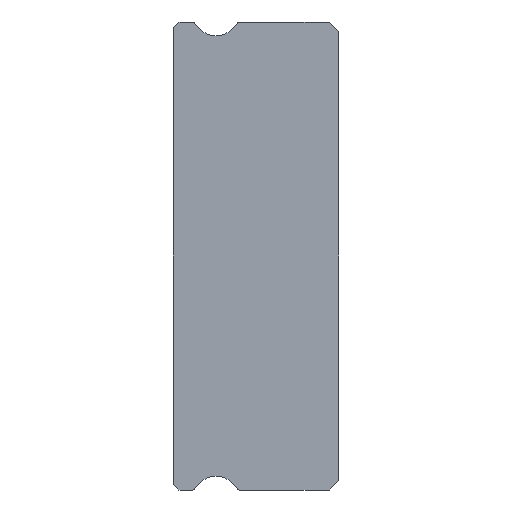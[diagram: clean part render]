
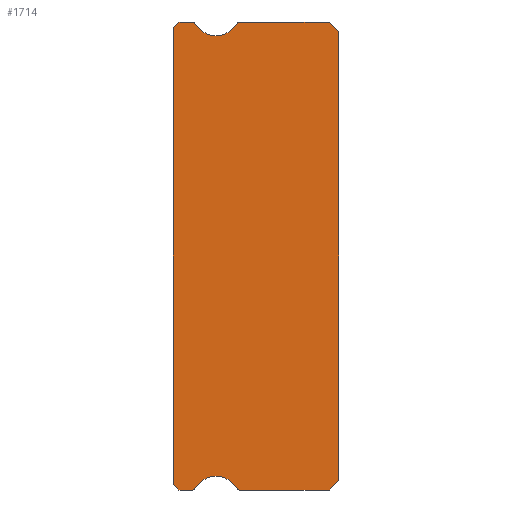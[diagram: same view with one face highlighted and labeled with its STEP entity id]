
A CAD part, left-side view. The second image highlights one B-rep face of the part: STEP entity #1714.
In plain terms, the highlighted planar face has unit normal (-1, 0, 0).
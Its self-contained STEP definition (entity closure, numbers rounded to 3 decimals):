
#44 = EDGE_CURVE ( 'NONE', #510, #1159, #139, .T. ) ;
#53 = ORIENTED_EDGE ( 'NONE', *, *, #1082, .F. ) ;
#66 = AXIS2_PLACEMENT_3D ( 'NONE', #1287, #1811, #728 ) ;
#87 = CARTESIAN_POINT ( 'NONE',  ( -20., 8.2, 12. ) ) ;
#126 = CARTESIAN_POINT ( 'NONE',  ( -20., 6.3, 12.55 ) ) ;
#136 = VERTEX_POINT ( 'NONE', #887 ) ;
#139 = LINE ( 'NONE', #1882, #515 ) ;
#178 = CARTESIAN_POINT ( 'NONE',  ( -20., 5.088, 12. ) ) ;
#179 = CARTESIAN_POINT ( 'NONE',  ( -20., 5.217, 11.925 ) ) ;
#189 = CARTESIAN_POINT ( 'NONE',  ( -20., 6.3, 11.3 ) ) ;
#253 = DIRECTION ( 'NONE',  ( 0., 0., -1. ) ) ;
#274 = CARTESIAN_POINT ( 'NONE',  ( -20., 0., -11.5 ) ) ;
#296 = VERTEX_POINT ( 'NONE', #1981 ) ;
#306 = AXIS2_PLACEMENT_3D ( 'NONE', #1199, #744, #253 ) ;
#320 = DIRECTION ( 'NONE',  ( 0., 0., 1. ) ) ;
#338 = VECTOR ( 'NONE', #1300, 1000. ) ;
#407 = DIRECTION ( 'NONE',  ( 1., 0., 0. ) ) ;
#417 = ORIENTED_EDGE ( 'NONE', *, *, #1744, .F. ) ;
#436 = DIRECTION ( 'NONE',  ( 0., 0., -1. ) ) ;
#441 = DIRECTION ( 'NONE',  ( -1., 0., 0. ) ) ;
#455 = CARTESIAN_POINT ( 'NONE',  ( -20., 8.2, -12. ) ) ;
#461 = ORIENTED_EDGE ( 'NONE', *, *, #1591, .T. ) ;
#464 = DIRECTION ( 'NONE',  ( 0., -1., 0. ) ) ;
#482 = VECTOR ( 'NONE', #575, 1000. ) ;
#492 = FACE_OUTER_BOUND ( 'NONE', #1008, .T. ) ;
#508 = VERTEX_POINT ( 'NONE', #189 ) ;
#510 = VERTEX_POINT ( 'NONE', #178 ) ;
#513 = VECTOR ( 'NONE', #1354, 1000. ) ;
#515 = VECTOR ( 'NONE', #464, 1000. ) ;
#518 = LINE ( 'NONE', #2081, #555 ) ;
#536 = ORIENTED_EDGE ( 'NONE', *, *, #1519, .F. ) ;
#551 = CIRCLE ( 'NONE', #306, 0.15 ) ;
#555 = VECTOR ( 'NONE', #1910, 1000. ) ;
#559 = AXIS2_PLACEMENT_3D ( 'NONE', #572, #407, #1789 ) ;
#572 = CARTESIAN_POINT ( 'NONE',  ( -20., 5.088, -11.85 ) ) ;
#575 = DIRECTION ( 'NONE',  ( 0., 0.707, -0.707 ) ) ;
#618 = CARTESIAN_POINT ( 'NONE',  ( -20., 7.512, -12. ) ) ;
#624 = CIRCLE ( 'NONE', #987, 1.25 ) ;
#644 = LINE ( 'NONE', #2046, #1708 ) ;
#649 = PLANE ( 'NONE',  #1600 ) ;
#666 = DIRECTION ( 'NONE',  ( 0., -0.707, -0.707 ) ) ;
#706 = EDGE_CURVE ( 'NONE', #957, #136, #1249, .T. ) ;
#714 = DIRECTION ( 'NONE',  ( 0., 0.707, -0.707 ) ) ;
#717 = VERTEX_POINT ( 'NONE', #274 ) ;
#728 = DIRECTION ( 'NONE',  ( 0., 0., -1. ) ) ;
#744 = DIRECTION ( 'NONE',  ( 1., 0., 0. ) ) ;
#765 = CARTESIAN_POINT ( 'NONE',  ( -20., 7.512, 12. ) ) ;
#771 = VECTOR ( 'NONE', #320, 1000. ) ;
#785 = VERTEX_POINT ( 'NONE', #179 ) ;
#790 = ORIENTED_EDGE ( 'NONE', *, *, #933, .F. ) ;
#813 = CARTESIAN_POINT ( 'NONE',  ( -20., 7.512, -12. ) ) ;
#816 = CARTESIAN_POINT ( 'NONE',  ( -20., 0.5, 12. ) ) ;
#833 = CARTESIAN_POINT ( 'NONE',  ( -20., 7.512, 11.85 ) ) ;
#853 = ORIENTED_EDGE ( 'NONE', *, *, #2155, .T. ) ;
#873 = CARTESIAN_POINT ( 'NONE',  ( -20., 8.5, 11.7 ) ) ;
#877 = ORIENTED_EDGE ( 'NONE', *, *, #888, .F. ) ;
#887 = CARTESIAN_POINT ( 'NONE',  ( -20., 7.512, -12. ) ) ;
#888 = EDGE_CURVE ( 'NONE', #1599, #2109, #1866, .T. ) ;
#890 = AXIS2_PLACEMENT_3D ( 'NONE', #1985, #1942, #436 ) ;
#896 = CARTESIAN_POINT ( 'NONE',  ( -20., 8.5, -11.7 ) ) ;
#911 = ORIENTED_EDGE ( 'NONE', *, *, #1820, .F. ) ;
#928 = VERTEX_POINT ( 'NONE', #1434 ) ;
#933 = EDGE_CURVE ( 'NONE', #2027, #296, #2112, .T. ) ;
#957 = VERTEX_POINT ( 'NONE', #1158 ) ;
#980 = LINE ( 'NONE', #813, #513 ) ;
#987 = AXIS2_PLACEMENT_3D ( 'NONE', #1879, #1005, #1492 ) ;
#1005 = DIRECTION ( 'NONE',  ( -1., 0., 0. ) ) ;
#1008 = EDGE_LOOP ( 'NONE', ( #1114, #1737, #2085, #1136, #53, #790, #1352, #1685, #1397, #911, #2129, #536, #1751, #417, #877, #461, #853 ) ) ;
#1082 = EDGE_CURVE ( 'NONE', #296, #957, #1717, .T. ) ;
#1096 = DIRECTION ( 'NONE',  ( 0., -1., 0. ) ) ;
#1114 = ORIENTED_EDGE ( 'NONE', *, *, #1884, .F. ) ;
#1136 = ORIENTED_EDGE ( 'NONE', *, *, #706, .F. ) ;
#1158 = CARTESIAN_POINT ( 'NONE',  ( -20., 7.383, -11.925 ) ) ;
#1159 = VERTEX_POINT ( 'NONE', #2152 ) ;
#1191 = VERTEX_POINT ( 'NONE', #455 ) ;
#1199 = CARTESIAN_POINT ( 'NONE',  ( -20., 5.088, 11.85 ) ) ;
#1200 = DIRECTION ( 'NONE',  ( 0., -0.707, -0.707 ) ) ;
#1208 = VECTOR ( 'NONE', #1200, 1000. ) ;
#1217 = DIRECTION ( 'NONE',  ( 0., 0., -1. ) ) ;
#1232 = VERTEX_POINT ( 'NONE', #1525 ) ;
#1249 = CIRCLE ( 'NONE', #66, 0.15 ) ;
#1255 = LINE ( 'NONE', #87, #338 ) ;
#1287 = CARTESIAN_POINT ( 'NONE',  ( -20., 7.512, -11.85 ) ) ;
#1300 = DIRECTION ( 'NONE',  ( 0., 1., 0. ) ) ;
#1318 = CIRCLE ( 'NONE', #1929, 1.25 ) ;
#1335 = CARTESIAN_POINT ( 'NONE',  ( -20., 0., 11.5 ) ) ;
#1341 = DIRECTION ( 'NONE',  ( 1., 0., 0. ) ) ;
#1345 = LINE ( 'NONE', #1335, #771 ) ;
#1352 = ORIENTED_EDGE ( 'NONE', *, *, #1743, .F. ) ;
#1354 = DIRECTION ( 'NONE',  ( 0., 1., 0. ) ) ;
#1397 = ORIENTED_EDGE ( 'NONE', *, *, #1838, .T. ) ;
#1427 = VECTOR ( 'NONE', #1096, 1000. ) ;
#1428 = CARTESIAN_POINT ( 'NONE',  ( -20., 0., -11.5 ) ) ;
#1434 = CARTESIAN_POINT ( 'NONE',  ( -20., 0., 11.5 ) ) ;
#1476 = CARTESIAN_POINT ( 'NONE',  ( -20., 8.5, 11.7 ) ) ;
#1480 = VERTEX_POINT ( 'NONE', #896 ) ;
#1492 = DIRECTION ( 'NONE',  ( 0., 0., -1. ) ) ;
#1519 = EDGE_CURVE ( 'NONE', #785, #510, #551, .T. ) ;
#1525 = CARTESIAN_POINT ( 'NONE',  ( -20., 0.5, -12. ) ) ;
#1576 = LINE ( 'NONE', #1428, #1862 ) ;
#1582 = VERTEX_POINT ( 'NONE', #1625 ) ;
#1591 = EDGE_CURVE ( 'NONE', #1599, #1582, #1255, .T. ) ;
#1599 = VERTEX_POINT ( 'NONE', #765 ) ;
#1600 = AXIS2_PLACEMENT_3D ( 'NONE', #833, #1341, #2028 ) ;
#1625 = CARTESIAN_POINT ( 'NONE',  ( -20., 8.2, 12. ) ) ;
#1685 = ORIENTED_EDGE ( 'NONE', *, *, #1991, .F. ) ;
#1708 = VECTOR ( 'NONE', #666, 1000. ) ;
#1714 = ADVANCED_FACE ( 'NONE', ( #492 ), #649, .F. ) ;
#1717 = CIRCLE ( 'NONE', #2008, 1.25 ) ;
#1737 = ORIENTED_EDGE ( 'NONE', *, *, #1788, .T. ) ;
#1743 = EDGE_CURVE ( 'NONE', #1232, #2027, #980, .T. ) ;
#1744 = EDGE_CURVE ( 'NONE', #2109, #508, #624, .T. ) ;
#1751 = ORIENTED_EDGE ( 'NONE', *, *, #2208, .F. ) ;
#1788 = EDGE_CURVE ( 'NONE', #1480, #1191, #644, .T. ) ;
#1789 = DIRECTION ( 'NONE',  ( 0., 0., -1. ) ) ;
#1796 = DIRECTION ( 'NONE',  ( 0., 0., -1. ) ) ;
#1808 = CARTESIAN_POINT ( 'NONE',  ( -20., 6.3, -12.55 ) ) ;
#1811 = DIRECTION ( 'NONE',  ( 1., 0., 0. ) ) ;
#1820 = EDGE_CURVE ( 'NONE', #1159, #928, #1881, .T. ) ;
#1838 = EDGE_CURVE ( 'NONE', #717, #928, #1345, .T. ) ;
#1849 = DIRECTION ( 'NONE',  ( -1., 0., 0. ) ) ;
#1862 = VECTOR ( 'NONE', #714, 1000. ) ;
#1866 = CIRCLE ( 'NONE', #890, 0.15 ) ;
#1879 = CARTESIAN_POINT ( 'NONE',  ( -20., 6.3, 12.55 ) ) ;
#1881 = LINE ( 'NONE', #816, #1208 ) ;
#1882 = CARTESIAN_POINT ( 'NONE',  ( -20., 7.512, 12. ) ) ;
#1884 = EDGE_CURVE ( 'NONE', #1480, #2206, #518, .T. ) ;
#1910 = DIRECTION ( 'NONE',  ( 0., 0., 1. ) ) ;
#1929 = AXIS2_PLACEMENT_3D ( 'NONE', #126, #1849, #1217 ) ;
#1942 = DIRECTION ( 'NONE',  ( 1., 0., 0. ) ) ;
#1945 = CARTESIAN_POINT ( 'NONE',  ( -20., 5.088, -12. ) ) ;
#1968 = CARTESIAN_POINT ( 'NONE',  ( -20., 7.383, 11.925 ) ) ;
#1981 = CARTESIAN_POINT ( 'NONE',  ( -20., 5.217, -11.925 ) ) ;
#1985 = CARTESIAN_POINT ( 'NONE',  ( -20., 7.512, 11.85 ) ) ;
#1991 = EDGE_CURVE ( 'NONE', #717, #1232, #1576, .T. ) ;
#2008 = AXIS2_PLACEMENT_3D ( 'NONE', #1808, #441, #1796 ) ;
#2027 = VERTEX_POINT ( 'NONE', #1945 ) ;
#2028 = DIRECTION ( 'NONE',  ( 0., 0., -1. ) ) ;
#2046 = CARTESIAN_POINT ( 'NONE',  ( -20., 8.2, -12. ) ) ;
#2081 = CARTESIAN_POINT ( 'NONE',  ( -20., 8.5, 11.85 ) ) ;
#2085 = ORIENTED_EDGE ( 'NONE', *, *, #2171, .T. ) ;
#2109 = VERTEX_POINT ( 'NONE', #1968 ) ;
#2112 = CIRCLE ( 'NONE', #559, 0.15 ) ;
#2129 = ORIENTED_EDGE ( 'NONE', *, *, #44, .F. ) ;
#2152 = CARTESIAN_POINT ( 'NONE',  ( -20., 0.5, 12. ) ) ;
#2155 = EDGE_CURVE ( 'NONE', #1582, #2206, #2160, .T. ) ;
#2160 = LINE ( 'NONE', #1476, #482 ) ;
#2169 = LINE ( 'NONE', #618, #1427 ) ;
#2171 = EDGE_CURVE ( 'NONE', #1191, #136, #2169, .T. ) ;
#2206 = VERTEX_POINT ( 'NONE', #873 ) ;
#2208 = EDGE_CURVE ( 'NONE', #508, #785, #1318, .T. ) ;
